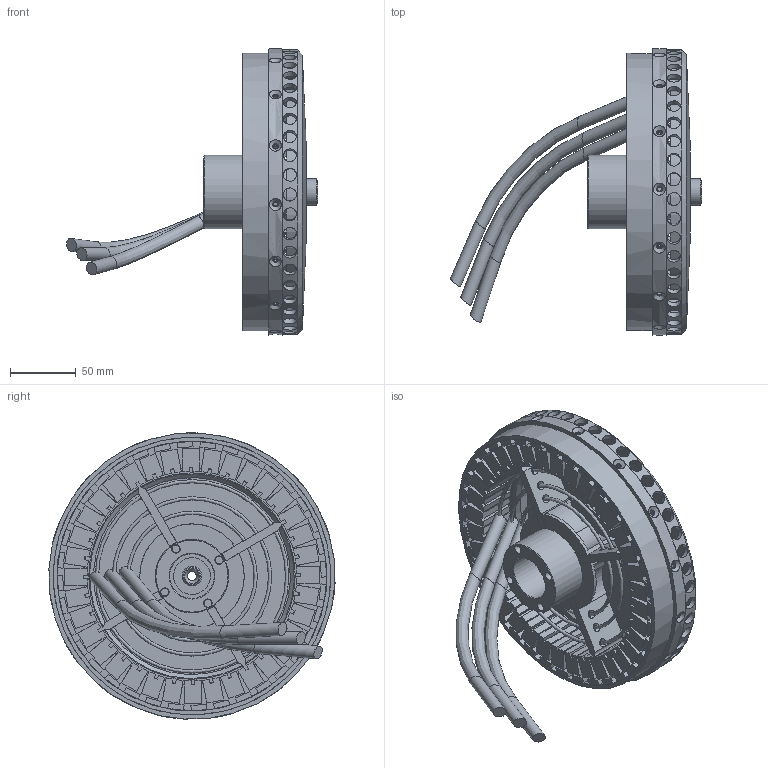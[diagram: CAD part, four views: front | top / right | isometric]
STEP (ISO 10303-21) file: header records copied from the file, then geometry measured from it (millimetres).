
FILE_DESCRIPTION(('FreeCAD Model'),'2;1');
FILE_NAME('HPD12.step','2020-01-11T10:52:58',('Author'),(''), 'Open CASCADE STEP processor 7.3','FreeCAD','Unknown');
FILE_SCHEMA(('AUTOMOTIVE_DESIGN { 1 0 10303 214 1 1 1 1 }'));
Products named in the file (16): Rotorglocke_001; 30mmDruckstuck30mm_001; 30mmGfK_Platte_001; 30mmGfK_Platte_002; 30mmGfK_Platte_003; 30mmGfK_Platte_004; HPD12_Ruckschlußring_Assembly_001; HPD12u16_Kugellager15329_001; HPD12u16_Kugellager25377_001; HPD12_Blech_001; HPD12_Statorlager_001; HPD12_Rotorwelle_001; Stromleiter_001; Motorkabel_001; Motorkabel_002; Motorkabel_003
Bounding box: 191.23 x 217.94 x 218.05 mm (x, y, z)
Volume: 757088 mm3; surface area: 393559.6 mm2
Topology: 51 solids, 54 shells, 950 faces, 2566 edges, 1695 vertices
Faces by surface type: plane 634, cylinder 246, cone 41, bspline 17, revolution 6, extrusion 6
Full cylindrical faces by diameter (mm): 2.7 x12, 3.2 x15, 3.5 x3, 4.2 x21, 5 x12, 6 x10, 6.5 x4, 6.8 x1, 10 x46, 15 x2, 20 x2, 25 x2, 28 x2, 31 x1, 32 x3, 34 x2, 37 x2, 42 x1, 43 x1, 56 x1, 56.5 x1, 60 x1, 150 x1, 156 x1, 157.348 x1, 205.7 x1, 209 x1, 211.5 x2, 217 x1, 218.2 x1
Entity records: 127470 total; most frequent: CARTESIAN_POINT 71189, DIRECTION 8409, VECTOR 5392, LINE 5386, ORIENTED_EDGE 5120, PCURVE 5120, DEFINITIONAL_REPRESENTATION 5120, EDGE_CURVE 2560
